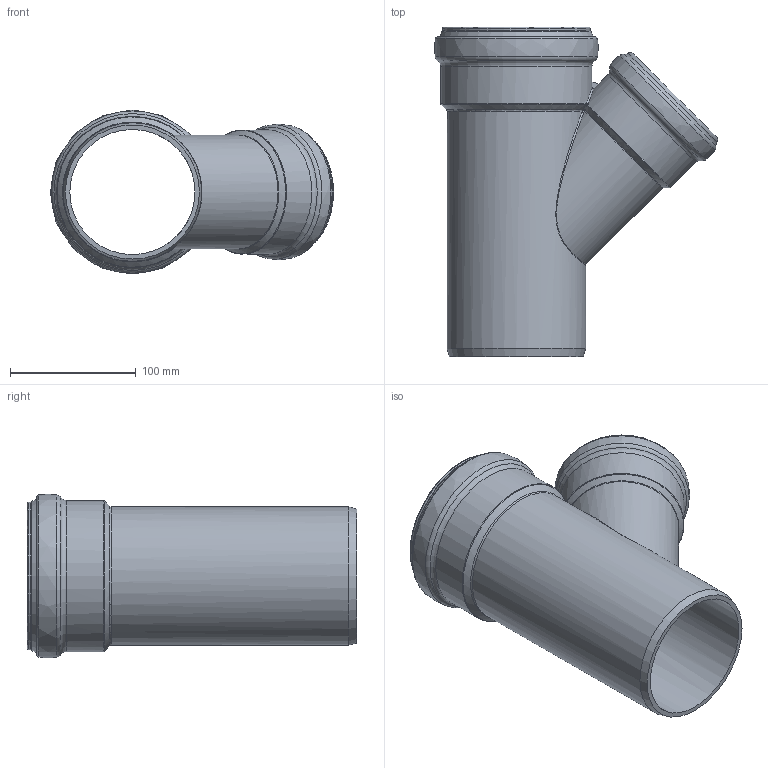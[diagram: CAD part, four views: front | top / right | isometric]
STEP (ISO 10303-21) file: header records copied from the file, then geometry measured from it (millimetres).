
FILE_DESCRIPTION(/* description */ (''),/* implementation_level */ '2;1');
FILE_NAME(/* name */ '335230z.stp',/* time_stamp */ '2023-07-26T08:42:15+02:00',/* author */ ('corinna'),/* organization */ (''),/* preprocessor_version */ 'ST-DEVELOPER v18',/* originating_system */ 'Autodesk Inventor 2020',/* authorisation */ '');
FILE_SCHEMA (('AUTOMOTIVE_DESIGN { 1 0 10303 214 3 1 1 }'));
Length unit declared in the file: millimetre
Products named in the file (1): 335230z
Bounding box: 225.61 x 262.5 x 130.53 mm (x, y, z)
Volume: 567153.9 mm3; surface area: 240170.6 mm2
Topology: 1 solids, 1 shells, 95 faces, 300 edges, 207 vertices
Faces by surface type: torus 32, bspline 26, cylinder 15, cone 12, plane 8, sphere 2
Full cylindrical faces by diameter (mm): 81.3 x1, 90.8 x1, 91.1 x2, 99 x1, 99.7 x1, 100.5 x1, 110.3 x1, 110.9 x1, 111.2 x2, 117.4 x1, 120.5 x1, 123.6 x1
Entity records: 4701 total; most frequent: CARTESIAN_POINT 1945, DIRECTION 603, ORIENTED_EDGE 598, EDGE_CURVE 299, AXIS2_PLACEMENT_3D 286, CIRCLE 213, VERTEX_POINT 207, EDGE_LOOP 100
